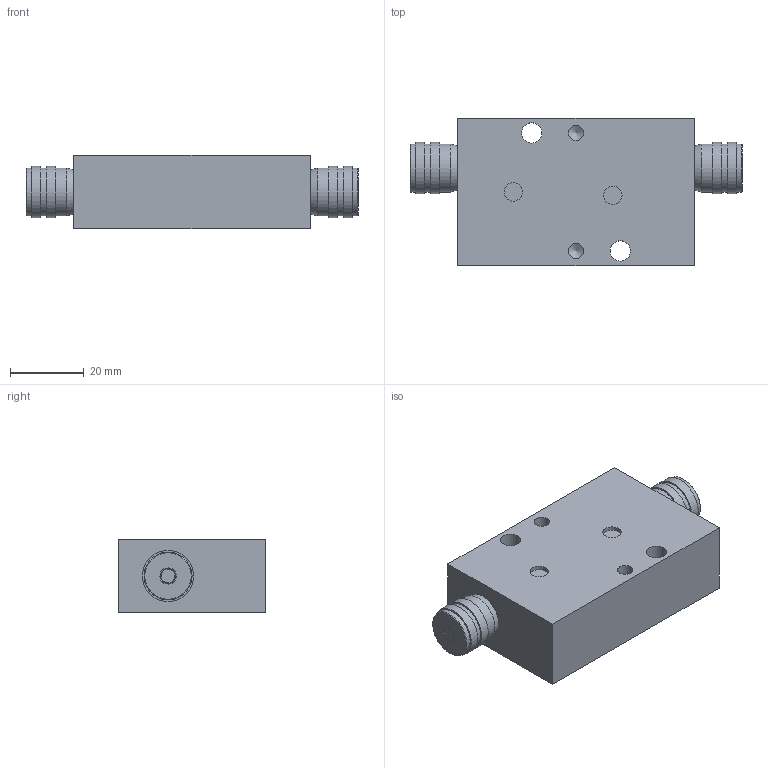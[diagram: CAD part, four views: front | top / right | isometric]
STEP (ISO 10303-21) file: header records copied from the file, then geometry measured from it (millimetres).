
FILE_DESCRIPTION (( 'STEP AP214' ), '1' );
FILE_NAME ('KN-063-DRH_Airtec.step', '2018-06-26T13:29:50', ( '' ), ( '' ), 'SwSTEP 2.0', 'SolidWorks 2010', '' );
FILE_SCHEMA (( 'AUTOMOTIVE_DESIGN' ));
Length unit declared in the file: millimetre
Products named in the file (1): KN-063-DRH_Airtec
Bounding box: 90 x 40 x 20 mm (x, y, z)
Volume: 52263.2 mm3; surface area: 11908.8 mm2
Topology: 1 solids, 1 shells, 64 faces, 119 edges, 77 vertices
Faces by surface type: plane 26, cylinder 25, cone 13
Full cylindrical faces by diameter (mm): 4 x2, 4.134 x2, 5 x4, 5.5 x3, 11.7 x2, 13 x6, 13.9 x4, 20 x2
Entity records: 1488 total; most frequent: DIRECTION 262, CARTESIAN_POINT 205, ORIENTED_EDGE 144, EDGE_LOOP 126, AXIS2_PLACEMENT_3D 125, FACE_OUTER_BOUND 89, EDGE_CURVE 72, VERTEX_POINT 68
